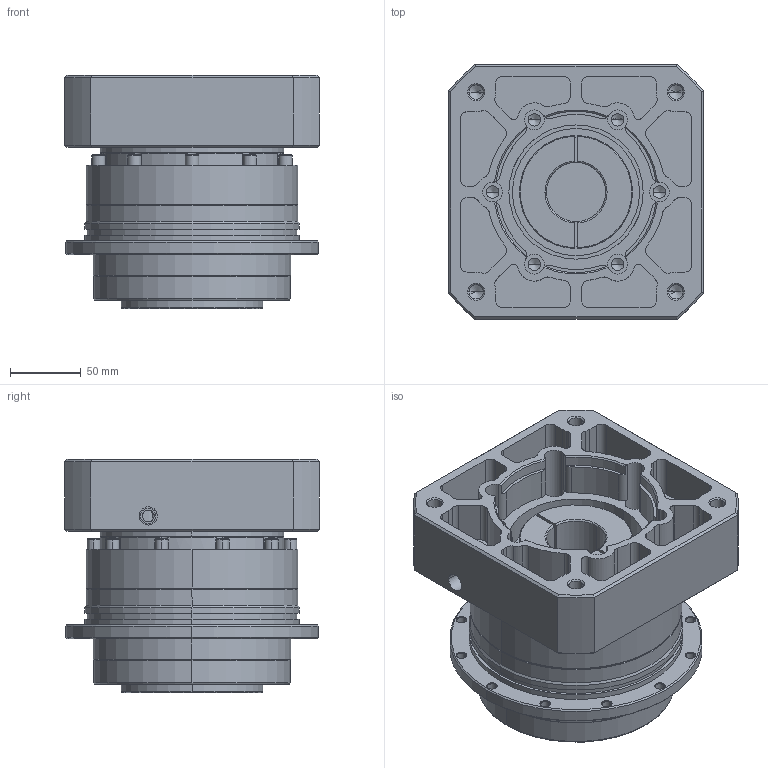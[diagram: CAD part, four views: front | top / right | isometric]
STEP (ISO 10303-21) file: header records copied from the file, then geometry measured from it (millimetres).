
FILE_DESCRIPTION (( 'STEP AP214' ), '1' );
FILE_NAME ('SD140-L1-42-114.3-200M12.STEP', '2022-02-25T00:01:07', ( 'admin' ), ( '' ), 'SwSTEP 2.0', 'SolidWorks 2013', '' );
FILE_SCHEMA (( 'AUTOMOTIVE_DESIGN' ));
Length unit declared in the file: millimetre
Products named in the file (4): SD140; PB142_X2_8F9351656CD55170_X0_; PB142_X2_58F34F537AEF_X0_; SD140-L1-42-114.3-200M12
Assembly tree (3 placements, depth 2):
  SD140-L1-42-114.3-200M12
    PB142_X2_58F34F537AEF_X0_
    PB142_X2_8F9351656CD55170_X0_
    SD140
Bounding box: 180 x 180 x 165 mm (x, y, z)
Volume: 2637718.7 mm3; surface area: 336292.8 mm2
Topology: 3 solids, 3 shells, 833 faces, 2070 edges, 1257 vertices
Faces by surface type: cylinder 366, cone 243, plane 199, bspline 25
Entity records: 34704 total; most frequent: CARTESIAN_POINT 5473, DIRECTION 4449, ORIENTED_EDGE 3968, EDGE_CURVE 1984, AXIS2_PLACEMENT_3D 1753, VERTEX_POINT 1257, EDGE_LOOP 983, LINE 943
